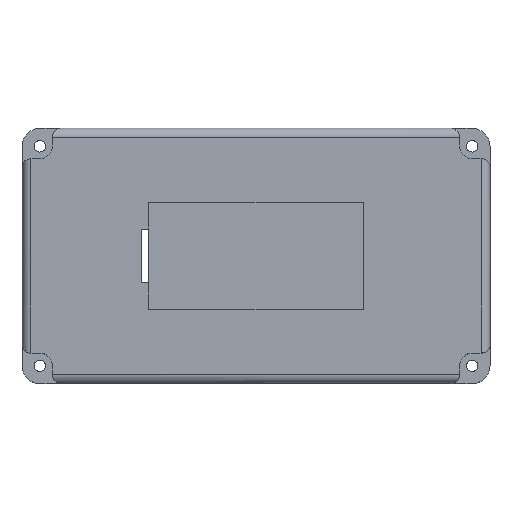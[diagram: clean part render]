
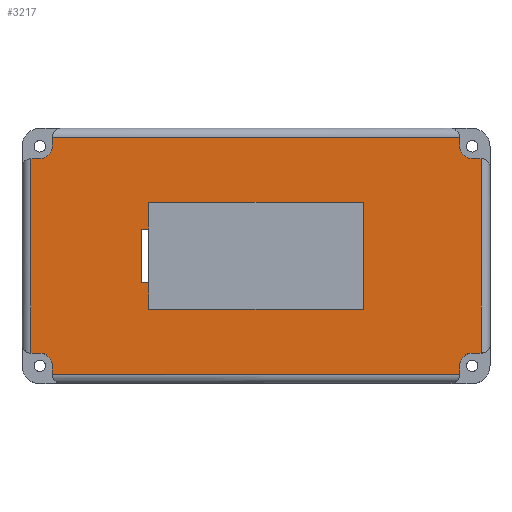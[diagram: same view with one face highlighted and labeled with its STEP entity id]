
A CAD part, top view. The second image highlights one B-rep face of the part: STEP entity #3217.
In plain terms, the highlighted planar face has unit normal (0, 0, 1).
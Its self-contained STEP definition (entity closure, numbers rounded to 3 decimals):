
#36=FACE_BOUND('',#508,.T.);
#196=CIRCLE('',#3476,3.5);
#197=CIRCLE('',#3477,3.5);
#198=CIRCLE('',#3478,3.5);
#199=CIRCLE('',#3479,3.5);
#334=FACE_OUTER_BOUND('',#507,.T.);
#507=EDGE_LOOP('',(#2622,#2623,#2624,#2625,#2626,#2627,#2628,#2629,#2630,
#2631,#2632,#2633,#2634,#2635,#2636,#2637));
#508=EDGE_LOOP('',(#2638,#2639,#2640,#2641,#2642,#2643,#2644,#2645));
#648=LINE('',#4646,#999);
#649=LINE('',#4649,#1000);
#653=LINE('',#4658,#1004);
#656=LINE('',#4664,#1007);
#659=LINE('',#4669,#1010);
#667=LINE('',#4684,#1018);
#669=LINE('',#4689,#1020);
#672=LINE('',#4693,#1023);
#846=LINE('',#5170,#1197);
#854=LINE('',#5192,#1205);
#855=LINE('',#5195,#1206);
#858=LINE('',#5201,#1209);
#859=LINE('',#5204,#1210);
#860=LINE('',#5208,#1211);
#861=LINE('',#5210,#1212);
#862=LINE('',#5212,#1213);
#863=LINE('',#5216,#1214);
#864=LINE('',#5218,#1215);
#865=LINE('',#5220,#1216);
#866=LINE('',#5223,#1217);
#999=VECTOR('',#3693,10.);
#1000=VECTOR('',#3696,10.);
#1004=VECTOR('',#3702,10.);
#1007=VECTOR('',#3707,10.);
#1010=VECTOR('',#3712,10.);
#1018=VECTOR('',#3726,10.);
#1020=VECTOR('',#3730,10.);
#1023=VECTOR('',#3735,10.);
#1197=VECTOR('',#4191,10.);
#1205=VECTOR('',#4215,10.);
#1206=VECTOR('',#4218,10.);
#1209=VECTOR('',#4223,10.);
#1210=VECTOR('',#4226,10.);
#1211=VECTOR('',#4229,10.);
#1212=VECTOR('',#4230,10.);
#1213=VECTOR('',#4231,10.);
#1214=VECTOR('',#4234,10.);
#1215=VECTOR('',#4235,10.);
#1216=VECTOR('',#4236,10.);
#1217=VECTOR('',#4239,10.);
#1349=VERTEX_POINT('',#4639);
#1352=VERTEX_POINT('',#4644);
#1353=VERTEX_POINT('',#4648);
#1355=VERTEX_POINT('',#4654);
#1357=VERTEX_POINT('',#4657);
#1359=VERTEX_POINT('',#4663);
#1364=VERTEX_POINT('',#4682);
#1366=VERTEX_POINT('',#4688);
#1524=VERTEX_POINT('',#5157);
#1525=VERTEX_POINT('',#5161);
#1531=VERTEX_POINT('',#5180);
#1534=VERTEX_POINT('',#5188);
#1535=VERTEX_POINT('',#5194);
#1537=VERTEX_POINT('',#5200);
#1538=VERTEX_POINT('',#5203);
#1539=VERTEX_POINT('',#5205);
#1540=VERTEX_POINT('',#5207);
#1541=VERTEX_POINT('',#5209);
#1542=VERTEX_POINT('',#5211);
#1543=VERTEX_POINT('',#5213);
#1544=VERTEX_POINT('',#5215);
#1545=VERTEX_POINT('',#5217);
#1546=VERTEX_POINT('',#5219);
#1547=VERTEX_POINT('',#5221);
#1676=EDGE_CURVE('',#1349,#1352,#648,.T.);
#1677=EDGE_CURVE('',#1352,#1353,#649,.T.);
#1681=EDGE_CURVE('',#1357,#1355,#653,.T.);
#1684=EDGE_CURVE('',#1359,#1357,#656,.T.);
#1687=EDGE_CURVE('',#1353,#1359,#659,.T.);
#1695=EDGE_CURVE('',#1355,#1364,#667,.T.);
#1697=EDGE_CURVE('',#1366,#1349,#669,.T.);
#1700=EDGE_CURVE('',#1364,#1366,#672,.T.);
#1939=EDGE_CURVE('',#1524,#1525,#846,.T.);
#1951=EDGE_CURVE('',#1534,#1531,#854,.T.);
#1952=EDGE_CURVE('',#1535,#1531,#855,.T.);
#1955=EDGE_CURVE('',#1524,#1537,#858,.T.);
#1956=EDGE_CURVE('',#1537,#1535,#196,.T.);
#1957=EDGE_CURVE('',#1534,#1538,#859,.T.);
#1958=EDGE_CURVE('',#1538,#1539,#197,.T.);
#1959=EDGE_CURVE('',#1539,#1540,#860,.T.);
#1960=EDGE_CURVE('',#1541,#1540,#861,.T.);
#1961=EDGE_CURVE('',#1541,#1542,#862,.T.);
#1962=EDGE_CURVE('',#1542,#1543,#198,.T.);
#1963=EDGE_CURVE('',#1543,#1544,#863,.T.);
#1964=EDGE_CURVE('',#1545,#1544,#864,.T.);
#1965=EDGE_CURVE('',#1545,#1546,#865,.T.);
#1966=EDGE_CURVE('',#1546,#1547,#199,.T.);
#1967=EDGE_CURVE('',#1547,#1525,#866,.T.);
#2622=ORIENTED_EDGE('',*,*,#1939,.F.);
#2623=ORIENTED_EDGE('',*,*,#1955,.T.);
#2624=ORIENTED_EDGE('',*,*,#1956,.T.);
#2625=ORIENTED_EDGE('',*,*,#1952,.T.);
#2626=ORIENTED_EDGE('',*,*,#1951,.F.);
#2627=ORIENTED_EDGE('',*,*,#1957,.T.);
#2628=ORIENTED_EDGE('',*,*,#1958,.T.);
#2629=ORIENTED_EDGE('',*,*,#1959,.T.);
#2630=ORIENTED_EDGE('',*,*,#1960,.F.);
#2631=ORIENTED_EDGE('',*,*,#1961,.T.);
#2632=ORIENTED_EDGE('',*,*,#1962,.T.);
#2633=ORIENTED_EDGE('',*,*,#1963,.T.);
#2634=ORIENTED_EDGE('',*,*,#1964,.F.);
#2635=ORIENTED_EDGE('',*,*,#1965,.T.);
#2636=ORIENTED_EDGE('',*,*,#1966,.T.);
#2637=ORIENTED_EDGE('',*,*,#1967,.T.);
#2638=ORIENTED_EDGE('',*,*,#1681,.T.);
#2639=ORIENTED_EDGE('',*,*,#1695,.T.);
#2640=ORIENTED_EDGE('',*,*,#1700,.T.);
#2641=ORIENTED_EDGE('',*,*,#1697,.T.);
#2642=ORIENTED_EDGE('',*,*,#1676,.T.);
#2643=ORIENTED_EDGE('',*,*,#1677,.T.);
#2644=ORIENTED_EDGE('',*,*,#1687,.T.);
#2645=ORIENTED_EDGE('',*,*,#1684,.T.);
#3079=PLANE('',#3475);
#3217=ADVANCED_FACE('',(#334,#36),#3079,.T.);
#3475=AXIS2_PLACEMENT_3D('',#5199,#4221,#4222);
#3476=AXIS2_PLACEMENT_3D('',#5202,#4224,#4225);
#3477=AXIS2_PLACEMENT_3D('',#5206,#4227,#4228);
#3478=AXIS2_PLACEMENT_3D('',#5214,#4232,#4233);
#3479=AXIS2_PLACEMENT_3D('',#5222,#4237,#4238);
#3693=DIRECTION('',(0.,1.,0.));
#3696=DIRECTION('',(1.,0.,0.));
#3702=DIRECTION('',(0.,1.,0.));
#3707=DIRECTION('',(-1.,0.,0.));
#3712=DIRECTION('',(0.,-1.,0.));
#3726=DIRECTION('',(-1.,0.,0.));
#3730=DIRECTION('',(1.,0.,0.));
#3735=DIRECTION('',(0.,1.,0.));
#4191=DIRECTION('',(0.,1.,0.));
#4215=DIRECTION('',(-1.,0.,0.));
#4218=DIRECTION('',(0.,-1.,0.));
#4221=DIRECTION('center_axis',(0.,0.,1.));
#4222=DIRECTION('ref_axis',(1.,0.,0.));
#4223=DIRECTION('',(1.,0.,0.));
#4224=DIRECTION('center_axis',(0.,0.,-1.));
#4225=DIRECTION('ref_axis',(-1.,0.,0.));
#4226=DIRECTION('',(0.,1.,0.));
#4227=DIRECTION('center_axis',(0.,0.,-1.));
#4228=DIRECTION('ref_axis',(-1.,0.,0.));
#4229=DIRECTION('',(1.,0.,0.));
#4230=DIRECTION('',(0.,-1.,0.));
#4231=DIRECTION('',(-1.,0.,0.));
#4232=DIRECTION('center_axis',(0.,0.,-1.));
#4233=DIRECTION('ref_axis',(-1.,0.,0.));
#4234=DIRECTION('',(0.,1.,0.));
#4235=DIRECTION('',(1.,0.,0.));
#4236=DIRECTION('',(0.,-1.,0.));
#4237=DIRECTION('center_axis',(0.,0.,-1.));
#4238=DIRECTION('ref_axis',(-1.,0.,0.));
#4239=DIRECTION('',(-1.,0.,0.));
#4639=CARTESIAN_POINT('',(50.25,-10.,33.114));
#4644=CARTESIAN_POINT('',(50.25,-2.5,33.114));
#4646=CARTESIAN_POINT('',(50.25,-25.,33.114));
#4648=CARTESIAN_POINT('',(110.25,-2.5,33.114));
#4649=CARTESIAN_POINT('',(65.25,-2.5,33.114));
#4654=CARTESIAN_POINT('',(50.25,-25.,33.114));
#4657=CARTESIAN_POINT('',(50.25,-32.5,33.114));
#4658=CARTESIAN_POINT('',(50.25,-25.,33.114));
#4663=CARTESIAN_POINT('',(110.25,-32.5,33.114));
#4664=CARTESIAN_POINT('',(95.25,-32.5,33.114));
#4669=CARTESIAN_POINT('',(110.25,-10.,33.114));
#4682=CARTESIAN_POINT('',(48.25,-25.,33.114));
#4684=CARTESIAN_POINT('',(65.25,-25.,33.114));
#4688=CARTESIAN_POINT('',(48.25,-10.,33.114));
#4689=CARTESIAN_POINT('',(64.25,-10.,33.114));
#4693=CARTESIAN_POINT('',(48.25,-21.25,33.114));
#5157=CARTESIAN_POINT('',(17.3,-44.7,33.114));
#5161=CARTESIAN_POINT('',(17.3,9.7,33.114));
#5170=CARTESIAN_POINT('',(17.3,-2.15,33.114));
#5180=CARTESIAN_POINT('',(23.3,-50.7,33.114));
#5188=CARTESIAN_POINT('',(137.2,-50.7,33.114));
#5192=CARTESIAN_POINT('',(50.025,-50.7,33.114));
#5194=CARTESIAN_POINT('',(23.3,-48.2,33.114));
#5195=CARTESIAN_POINT('',(23.3,-32.85,33.114));
#5199=CARTESIAN_POINT('Origin',(80.25,-17.5,33.114));
#5200=CARTESIAN_POINT('',(19.8,-44.7,33.114));
#5201=CARTESIAN_POINT('',(47.525,-44.7,33.114));
#5202=CARTESIAN_POINT('Origin',(19.8,-48.2,33.114));
#5203=CARTESIAN_POINT('',(137.2,-48.2,33.114));
#5204=CARTESIAN_POINT('',(137.2,-35.35,33.114));
#5205=CARTESIAN_POINT('',(140.7,-44.7,33.114));
#5206=CARTESIAN_POINT('Origin',(140.7,-48.2,33.114));
#5207=CARTESIAN_POINT('',(143.2,-44.7,33.114));
#5208=CARTESIAN_POINT('',(110.475,-44.7,33.114));
#5209=CARTESIAN_POINT('',(143.2,9.7,33.114));
#5210=CARTESIAN_POINT('',(143.2,-32.85,33.114));
#5211=CARTESIAN_POINT('',(140.7,9.7,33.114));
#5212=CARTESIAN_POINT('',(112.975,9.7,33.114));
#5213=CARTESIAN_POINT('',(137.2,13.2,33.114));
#5214=CARTESIAN_POINT('Origin',(140.7,13.2,33.114));
#5215=CARTESIAN_POINT('',(137.2,15.7,33.114));
#5216=CARTESIAN_POINT('',(137.2,-2.15,33.114));
#5217=CARTESIAN_POINT('',(23.3,15.7,33.114));
#5218=CARTESIAN_POINT('',(110.475,15.7,33.114));
#5219=CARTESIAN_POINT('',(23.3,13.2,33.114));
#5220=CARTESIAN_POINT('',(23.3,0.35,33.114));
#5221=CARTESIAN_POINT('',(19.8,9.7,33.114));
#5222=CARTESIAN_POINT('Origin',(19.8,13.2,33.114));
#5223=CARTESIAN_POINT('',(50.025,9.7,33.114));
